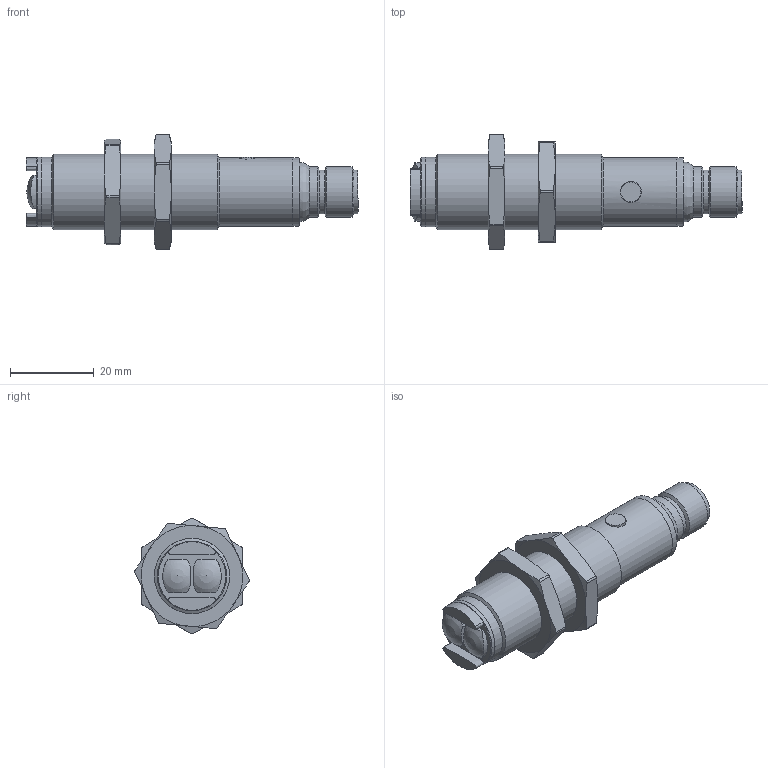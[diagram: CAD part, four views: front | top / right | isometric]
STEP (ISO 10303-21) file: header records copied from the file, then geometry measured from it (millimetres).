
FILE_DESCRIPTION( ( 'Unknown' ), '1' );
FILE_NAME( 'FARS_BP-1E.stp', 'Unknown', ( 'Unknown' ), ( 'Unknown' ), 'PSStep 15.0.49', 'Unknown', ' ' );
FILE_SCHEMA( ( 'AUTOMOTIVE_DESIGN { 1 0 10303 214 1 1 1 1 }' ) );
Length unit declared in the file: millimetre
Products named in the file (4): Assem1; FARS_BP_sensore_fig; 2439E_fig
Assembly tree (4 placements, depth 2):
  Assem1
    FARS_BP_sensore_fig
    FARS_BP_sensore_fig
    2439E_fig  x2
Bounding box: 79.4 x 27.41 x 27.68 mm (x, y, z)
Volume: 18013.2 mm3; surface area: 7961.3 mm2
Topology: 4 solids, 4 shells, 127 faces, 334 edges, 220 vertices
Faces by surface type: plane 39, cone 39, cylinder 37, revolution 7, extrusion 3, sphere 2
Full cylindrical faces by diameter (mm): 4.8 x1, 5 x1, 7 x1, 7.05 x1, 8.8 x1, 10.5 x2, 12 x2, 12.1 x1, 15.2 x1, 16.4 x1, 16.6 x2, 18 x3
Entity records: 3894 total; most frequent: CARTESIAN_POINT 960, DIRECTION 406, ORIENTED_EDGE 386, EDGE_CURVE 193, AXIS2_PLACEMENT_3D 174, VERTEX_POINT 149, EDGE_LOOP 146, FACE_OUTER_BOUND 119
